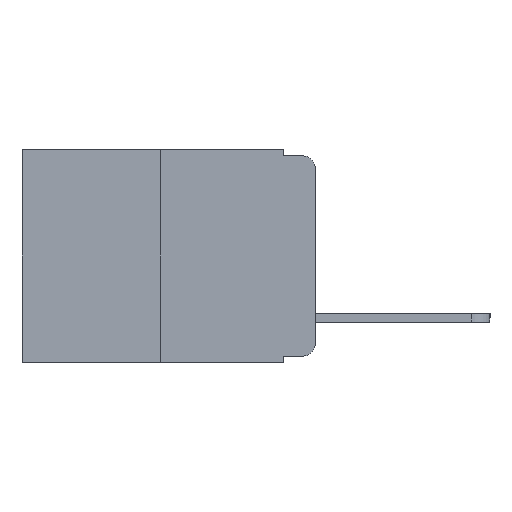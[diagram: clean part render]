
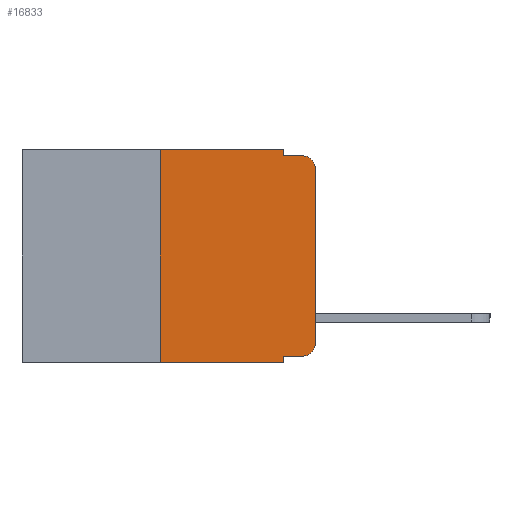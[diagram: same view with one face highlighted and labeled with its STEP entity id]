
A CAD part, left-side view. The second image highlights one B-rep face of the part: STEP entity #16833.
In plain terms, the highlighted planar face has unit normal (-1, 0, 0).
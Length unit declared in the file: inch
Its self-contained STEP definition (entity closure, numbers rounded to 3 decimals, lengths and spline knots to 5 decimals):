
#532 = VERTEX_POINT ( 'NONE', #11499 ) ;
#549 = CARTESIAN_POINT ( 'NONE',  ( 0., 0.473, 0. ) ) ;
#612 = EDGE_CURVE ( 'NONE', #2335, #15434, #6085, .T. ) ;
#669 = DIRECTION ( 'NONE',  ( 0., 0., -1. ) ) ;
#709 = LINE ( 'NONE', #7372, #14779 ) ;
#1126 = CARTESIAN_POINT ( 'NONE',  ( 0., 0.051, -0.333 ) ) ;
#1596 = CARTESIAN_POINT ( 'NONE',  ( 0., 0.051, -0.343 ) ) ;
#2013 = ORIENTED_EDGE ( 'NONE', *, *, #612, .T. ) ;
#2014 = LINE ( 'NONE', #16735, #15739 ) ;
#2024 = EDGE_CURVE ( 'NONE', #14309, #2335, #4123, .T. ) ;
#2037 = VERTEX_POINT ( 'NONE', #8508 ) ;
#2129 = CARTESIAN_POINT ( 'NONE',  ( 0., 0.25, -0.343 ) ) ;
#2158 = AXIS2_PLACEMENT_3D ( 'NONE', #17394, #12542, #4519 ) ;
#2335 = VERTEX_POINT ( 'NONE', #7922 ) ;
#2468 = ORIENTED_EDGE ( 'NONE', *, *, #5808, .F. ) ;
#2996 = EDGE_CURVE ( 'NONE', #5998, #14309, #8024, .T. ) ;
#3378 = ORIENTED_EDGE ( 'NONE', *, *, #3943, .F. ) ;
#3790 = VECTOR ( 'NONE', #12383, 39.37008 ) ;
#3943 = EDGE_CURVE ( 'NONE', #5998, #14677, #10278, .T. ) ;
#4123 = CIRCLE ( 'NONE', #16878, 0.02 ) ;
#4519 = DIRECTION ( 'NONE',  ( 0., 0., -1. ) ) ;
#4733 = CARTESIAN_POINT ( 'NONE',  ( 0., 0., -0.03 ) ) ;
#4813 = VECTOR ( 'NONE', #10478, 39.37008 ) ;
#4880 = EDGE_CURVE ( 'NONE', #5114, #2037, #709, .T. ) ;
#5114 = VERTEX_POINT ( 'NONE', #2129 ) ;
#5194 = CARTESIAN_POINT ( 'NONE',  ( 0., 0.02, -0.333 ) ) ;
#5749 = CARTESIAN_POINT ( 'NONE',  ( 0., 0.02, -0.313 ) ) ;
#5808 = EDGE_CURVE ( 'NONE', #14607, #9367, #2014, .T. ) ;
#5998 = VERTEX_POINT ( 'NONE', #1126 ) ;
#6068 = LINE ( 'NONE', #16805, #13487 ) ;
#6085 = LINE ( 'NONE', #12728, #15996 ) ;
#6653 = ORIENTED_EDGE ( 'NONE', *, *, #9704, .T. ) ;
#6752 = EDGE_CURVE ( 'NONE', #9367, #532, #7501, .T. ) ;
#6979 = FACE_OUTER_BOUND ( 'NONE', #15078, .T. ) ;
#7104 = VECTOR ( 'NONE', #9226, 39.37008 ) ;
#7136 = DIRECTION ( 'NONE',  ( 0., 0., -1. ) ) ;
#7252 = PLANE ( 'NONE',  #2158 ) ;
#7327 = DIRECTION ( 'NONE',  ( -1., 0., 0. ) ) ;
#7372 = CARTESIAN_POINT ( 'NONE',  ( 0., 0.25, 0. ) ) ;
#7501 = LINE ( 'NONE', #9800, #3790 ) ;
#7535 = ORIENTED_EDGE ( 'NONE', *, *, #2996, .T. ) ;
#7922 = CARTESIAN_POINT ( 'NONE',  ( 0., 0., -0.313 ) ) ;
#8024 = LINE ( 'NONE', #15713, #11131 ) ;
#8508 = CARTESIAN_POINT ( 'NONE',  ( 0., 0.25, 0. ) ) ;
#9226 = DIRECTION ( 'NONE',  ( 0., 0., -1. ) ) ;
#9329 = DIRECTION ( 'NONE',  ( 0., -1., 0. ) ) ;
#9367 = VERTEX_POINT ( 'NONE', #16251 ) ;
#9383 = AXIS2_PLACEMENT_3D ( 'NONE', #15037, #7327, #16254 ) ;
#9704 = EDGE_CURVE ( 'NONE', #5114, #14677, #6068, .T. ) ;
#9800 = CARTESIAN_POINT ( 'NONE',  ( 0., 0.051, -0.01 ) ) ;
#10278 = LINE ( 'NONE', #13088, #7104 ) ;
#10478 = DIRECTION ( 'NONE',  ( 0., -1., 0. ) ) ;
#11131 = VECTOR ( 'NONE', #16902, 39.37008 ) ;
#11499 = CARTESIAN_POINT ( 'NONE',  ( 0., 0.02, -0.01 ) ) ;
#11611 = DIRECTION ( 'NONE',  ( 0., 0., 1. ) ) ;
#12049 = CIRCLE ( 'NONE', #9383, 0.02 ) ;
#12383 = DIRECTION ( 'NONE',  ( 0., -1., 0. ) ) ;
#12542 = DIRECTION ( 'NONE',  ( 1., 0., 0. ) ) ;
#12728 = CARTESIAN_POINT ( 'NONE',  ( 0., 0., 0. ) ) ;
#12843 = ORIENTED_EDGE ( 'NONE', *, *, #14079, .T. ) ;
#13044 = ORIENTED_EDGE ( 'NONE', *, *, #2024, .T. ) ;
#13088 = CARTESIAN_POINT ( 'NONE',  ( 0., 0.051, 0. ) ) ;
#13217 = ORIENTED_EDGE ( 'NONE', *, *, #16405, .F. ) ;
#13487 = VECTOR ( 'NONE', #9329, 39.37008 ) ;
#13678 = CARTESIAN_POINT ( 'NONE',  ( 0., 0.051, 0. ) ) ;
#14079 = EDGE_CURVE ( 'NONE', #15434, #532, #12049, .T. ) ;
#14309 = VERTEX_POINT ( 'NONE', #5194 ) ;
#14607 = VERTEX_POINT ( 'NONE', #13678 ) ;
#14677 = VERTEX_POINT ( 'NONE', #1596 ) ;
#14779 = VECTOR ( 'NONE', #15133, 39.37008 ) ;
#14882 = DIRECTION ( 'NONE',  ( -1., 0., 0. ) ) ;
#15037 = CARTESIAN_POINT ( 'NONE',  ( 0., 0.02, -0.03 ) ) ;
#15078 = EDGE_LOOP ( 'NONE', ( #2013, #12843, #16104, #2468, #13217, #16476, #6653, #3378, #7535, #13044 ) ) ;
#15133 = DIRECTION ( 'NONE',  ( 0., 0., 1. ) ) ;
#15273 = LINE ( 'NONE', #549, #4813 ) ;
#15434 = VERTEX_POINT ( 'NONE', #4733 ) ;
#15713 = CARTESIAN_POINT ( 'NONE',  ( 0., 0.051, -0.333 ) ) ;
#15739 = VECTOR ( 'NONE', #669, 39.37008 ) ;
#15996 = VECTOR ( 'NONE', #11611, 39.37008 ) ;
#16104 = ORIENTED_EDGE ( 'NONE', *, *, #6752, .F. ) ;
#16251 = CARTESIAN_POINT ( 'NONE',  ( 0., 0.051, -0.01 ) ) ;
#16254 = DIRECTION ( 'NONE',  ( 0., 0., -1. ) ) ;
#16405 = EDGE_CURVE ( 'NONE', #2037, #14607, #15273, .T. ) ;
#16476 = ORIENTED_EDGE ( 'NONE', *, *, #4880, .F. ) ;
#16735 = CARTESIAN_POINT ( 'NONE',  ( 0., 0.051, 0. ) ) ;
#16805 = CARTESIAN_POINT ( 'NONE',  ( 0., 0.473, -0.343 ) ) ;
#16833 = ADVANCED_FACE ( 'NONE', ( #6979 ), #7252, .F. ) ;
#16878 = AXIS2_PLACEMENT_3D ( 'NONE', #5749, #14882, #7136 ) ;
#16902 = DIRECTION ( 'NONE',  ( 0., -1., 0. ) ) ;
#17394 = CARTESIAN_POINT ( 'NONE',  ( 0., 0.473, 0. ) ) ;
